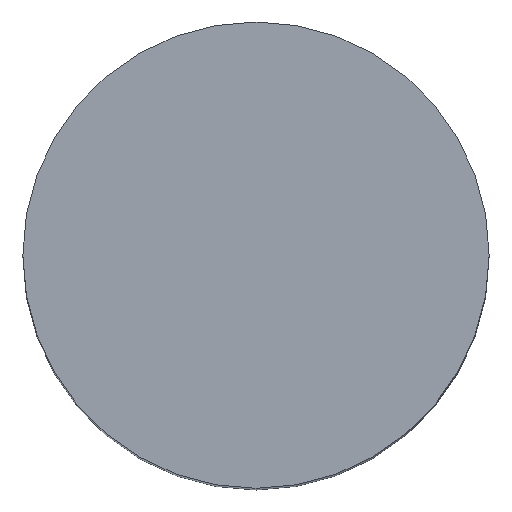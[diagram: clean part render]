
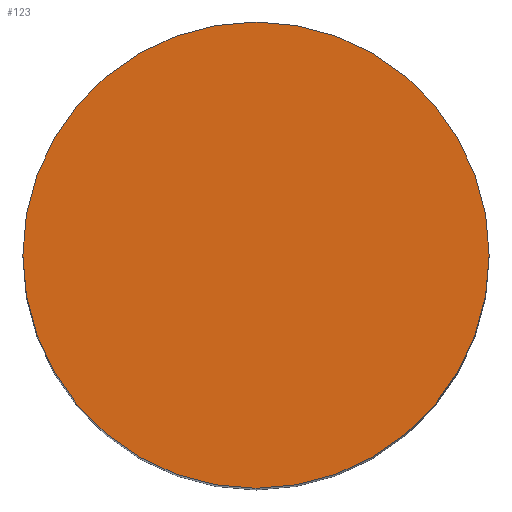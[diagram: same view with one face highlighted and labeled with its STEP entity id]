
A CAD part, top view. The second image highlights one B-rep face of the part: STEP entity #123.
In plain terms, the highlighted planar face has unit normal (0, 0, 1).
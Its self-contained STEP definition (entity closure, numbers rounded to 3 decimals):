
#123 = ADVANCED_FACE( '', ( #250 ), #251, .F. );
#250 = FACE_OUTER_BOUND( '', #3874, .T. );
#251 = PLANE( '', #3875 );
#3874 = EDGE_LOOP( '', ( #4314 ) );
#3875 = AXIS2_PLACEMENT_3D( '', #4315, #4316, #4317 );
#4314 = ORIENTED_EDGE( '', *, *, #4354, .F. );
#4315 = CARTESIAN_POINT( '', ( 0., 0., 273.19 ) );
#4316 = DIRECTION( '', ( 0., 0., -1. ) );
#4317 = DIRECTION( '', ( -1., 0., 0. ) );
#4354 = EDGE_CURVE( '', #4487, #4487, #4488, .T. );
#4487 = VERTEX_POINT( '', #4825 );
#4488 = CIRCLE( '', #4826, 175. );
#4825 = CARTESIAN_POINT( '', ( 175., 0., 273.19 ) );
#4826 = AXIS2_PLACEMENT_3D( '', #6232, #6233, #6234 );
#6232 = CARTESIAN_POINT( '', ( 0., 0., 273.19 ) );
#6233 = DIRECTION( '', ( 0., 0., -1. ) );
#6234 = DIRECTION( '', ( 1., 0., 0. ) );
